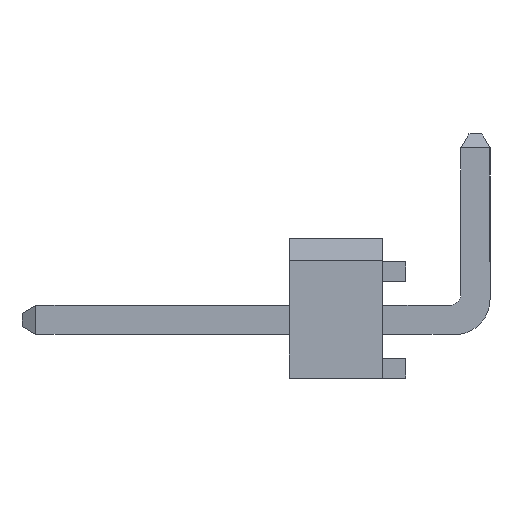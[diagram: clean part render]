
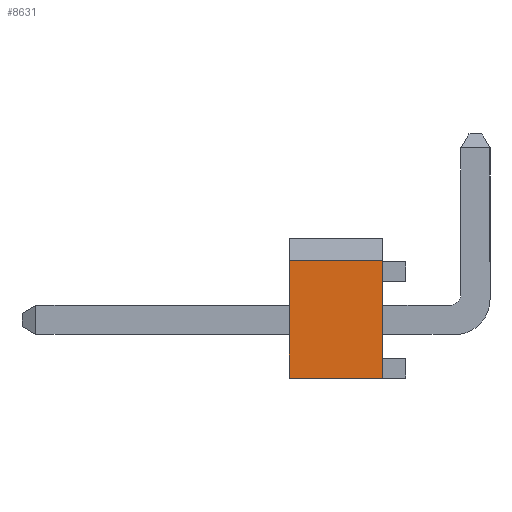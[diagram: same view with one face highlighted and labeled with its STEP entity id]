
A CAD part, left-side view. The second image highlights one B-rep face of the part: STEP entity #8631.
In plain terms, the highlighted planar face has unit normal (-1, 0, 0).
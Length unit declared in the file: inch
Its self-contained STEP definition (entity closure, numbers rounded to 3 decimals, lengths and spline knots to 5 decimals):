
#173=ORIENTED_EDGE('',*,*,#2677,.F.);
#174=ORIENTED_EDGE('',*,*,#2678,.F.);
#175=ORIENTED_EDGE('',*,*,#2679,.T.);
#176=ORIENTED_EDGE('',*,*,#2680,.F.);
#2677=EDGE_CURVE('',#3929,#3930,#4705,.T.);
#2678=EDGE_CURVE('',#3931,#3929,#4706,.T.);
#2679=EDGE_CURVE('',#3931,#3932,#4707,.T.);
#2680=EDGE_CURVE('',#3930,#3932,#4708,.T.);
#3929=VERTEX_POINT('',#12174);
#3930=VERTEX_POINT('',#12175);
#3931=VERTEX_POINT('',#12177);
#3932=VERTEX_POINT('',#12179);
#4705=LINE('',#12173,#5925);
#4706=LINE('',#12176,#5926);
#4707=LINE('',#12178,#5927);
#4708=LINE('',#12180,#5928);
#5925=VECTOR('',#9817,39.37008);
#5926=VECTOR('',#9818,39.37008);
#5927=VECTOR('',#9819,39.37008);
#5928=VECTOR('',#9820,39.37008);
#7079=EDGE_LOOP('',(#173,#174,#175,#176));
#7613=FACE_BOUND('',#7079,.T.);
#8147=PLANE('',#9168);
#8631=ADVANCED_FACE('',(#7613),#8147,.F.);
#9168=AXIS2_PLACEMENT_3D('',#12172,#9815,#9816);
#9815=DIRECTION('',(1.,0.,0.));
#9816=DIRECTION('',(0.,0.,-1.));
#9817=DIRECTION('',(0.,-1.,0.));
#9818=DIRECTION('',(0.,0.,1.));
#9819=DIRECTION('',(0.,-1.,0.));
#9820=DIRECTION('',(0.,0.,-1.));
#12172=CARTESIAN_POINT('',(-0.4,0.1,-0.06));
#12173=CARTESIAN_POINT('',(-0.4,1.6,0.041));
#12174=CARTESIAN_POINT('',(-0.4,0.1,0.041));
#12175=CARTESIAN_POINT('',(-0.4,0.02,0.041));
#12176=CARTESIAN_POINT('',(-0.4,0.1,-0.06));
#12177=CARTESIAN_POINT('',(-0.4,0.1,-0.06));
#12178=CARTESIAN_POINT('',(-0.4,0.1,-0.06));
#12179=CARTESIAN_POINT('',(-0.4,0.02,-0.06));
#12180=CARTESIAN_POINT('',(-0.4,0.02,-0.06));
